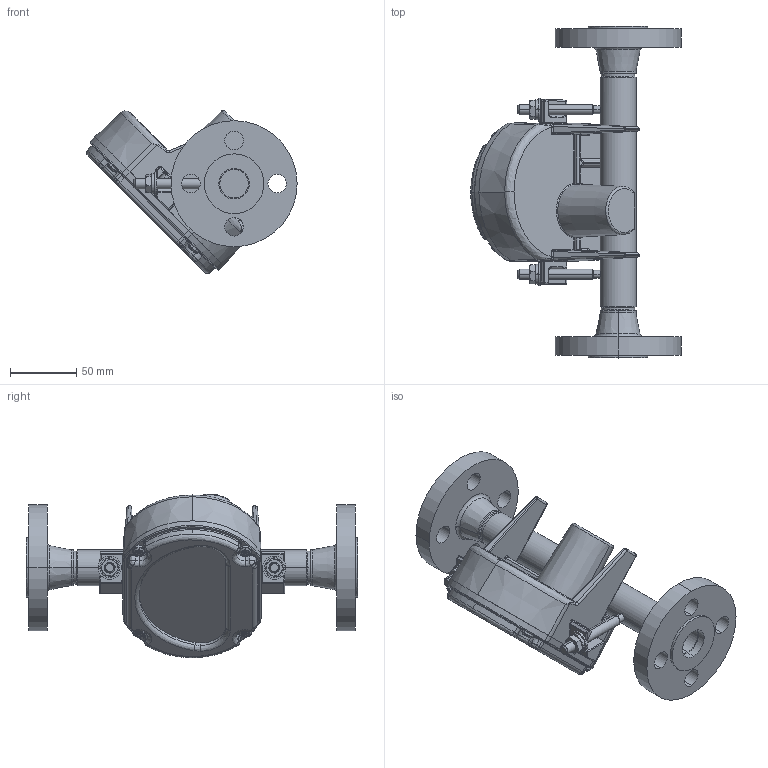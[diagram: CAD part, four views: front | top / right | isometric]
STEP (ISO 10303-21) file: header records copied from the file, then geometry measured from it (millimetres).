
FILE_DESCRIPTION (( 'STEP AP203' ), '1' );
FILE_NAME ('3809G-A-07-J-1-D-0.STEP', '2022-03-14T17:01:59', ( '' ), ( '' ), 'SwSTEP 2.0', 'SolidWorks 2020', '' );
FILE_SCHEMA (( 'CONFIG_CONTROL_DESIGN' ));
Products named in the file (1): 3809G-A-07-J-1-D-0
Bounding box: 158.39 x 250 x 123.15 mm (x, y, z)
Volume: 528750.6 mm3; surface area: 183174.3 mm2
Topology: 15 solids, 16 shells, 1523 faces, 3723 edges, 2221 vertices
Faces by surface type: cylinder 580, bspline 489, plane 232, cone 198, torus 24
Entity records: 99438 total; most frequent: CARTESIAN_POINT 67089, ORIENTED_EDGE 7334, DIRECTION 6094, EDGE_CURVE 3667, AXIS2_PLACEMENT_3D 2474, VERTEX_POINT 2221, EDGE_LOOP 1600, ADVANCED_FACE 1523
